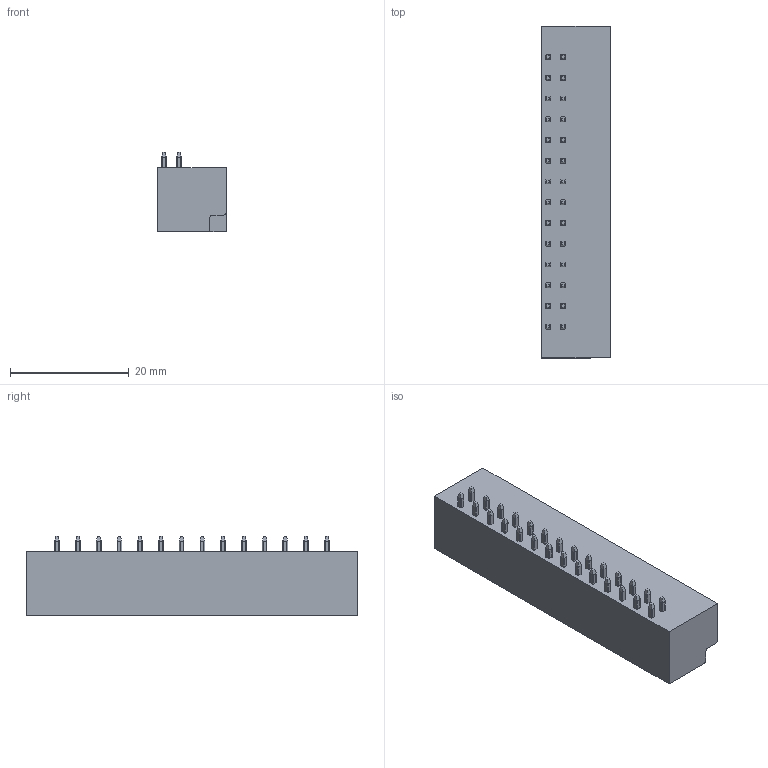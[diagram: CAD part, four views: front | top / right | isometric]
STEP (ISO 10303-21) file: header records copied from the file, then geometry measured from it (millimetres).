
FILE_DESCRIPTION((''),'2;1');
FILE_NAME('1111','2024-11-16T08:10:22',('tluser'),(''),'CREO PARAMETRIC BY PTC INC, 2018100','CREO PARAMETRIC BY PTC INC, 2018100','');
FILE_SCHEMA(('CONFIG_CONTROL_DESIGN'));
Length unit declared in the file: millimetre
Products named in the file (1): 1111
Bounding box: 11.6 x 56 x 13.4 mm (x, y, z)
Volume: 5045.3 mm3; surface area: 4924.9 mm2
Topology: 1 solids, 1 shells, 1237 faces, 3522 edges, 2348 vertices
Faces by surface type: plane 801, cylinder 338, extrusion 98
Entity records: 41366 total; most frequent: CARTESIAN_POINT 9685, ORIENTED_EDGE 7044, DIRECTION 5846, EDGE_CURVE 3522, VECTOR 2524, LINE 2426, VERTEX_POINT 2348, AXIS2_PLACEMENT_3D 1661
